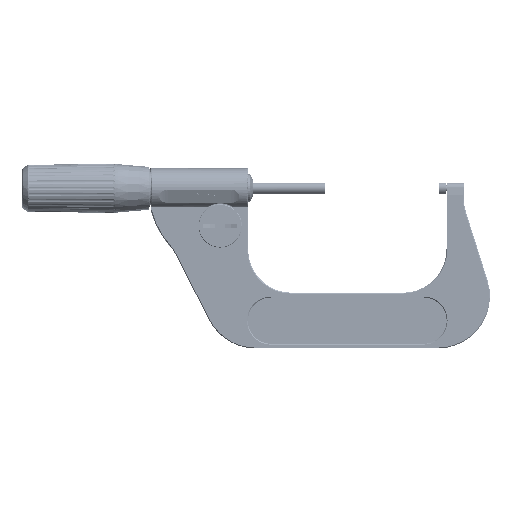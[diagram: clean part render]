
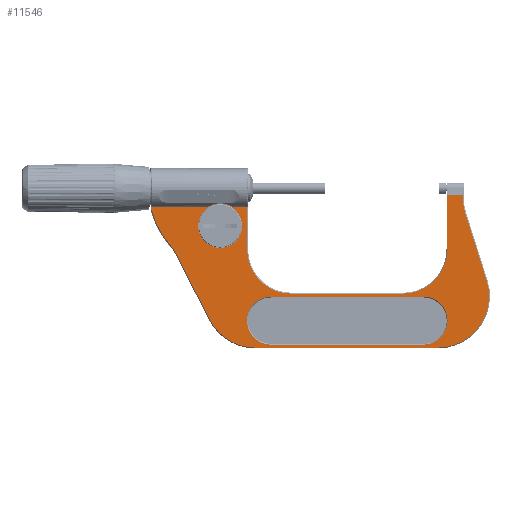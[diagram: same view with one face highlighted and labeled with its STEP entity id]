
A CAD part, top view. The second image highlights one B-rep face of the part: STEP entity #11546.
In plain terms, the highlighted face is planar.
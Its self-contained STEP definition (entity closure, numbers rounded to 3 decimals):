
#8863=DIRECTION('',(-1.,0.,0.));
#8864=VECTOR('',#8863,87.6);
#8865=CARTESIAN_POINT('',(100.8,-62.2,
-3.5));
#8866=LINE('',#8865,#8864);
#8867=CARTESIAN_POINT('',(100.8,-76.,-3.5));
#8868=DIRECTION('',(0.,0.,1.));
#8869=DIRECTION('',(0.,-1.,0.));
#8870=AXIS2_PLACEMENT_3D('',#8867,#8868,#8869);
#8872=DIRECTION('',(1.,0.,0.));
#8873=VECTOR('',#8872,87.6);
#8874=CARTESIAN_POINT('',(13.2,-89.8,
-3.5));
#8875=LINE('',#8874,#8873);
#8876=CARTESIAN_POINT('',(13.2,-76.,-3.5));
#8877=DIRECTION('',(0.,0.,1.));
#8878=DIRECTION('',(0.,1.,0.));
#8879=AXIS2_PLACEMENT_3D('',#8876,#8877,#8878);
#8881=DIRECTION('',(1.,0.,0.));
#8882=VECTOR('',#8881,9.);
#8883=CARTESIAN_POINT('',(-9.5,-3.863,-3.5));
#8884=LINE('',#8883,#8882);
#8885=DIRECTION('',(0.,1.,0.));
#8886=VECTOR('',#8885,2.273);
#8887=CARTESIAN_POINT('',(-9.5,-6.136,
-3.5));
#8888=LINE('',#8887,#8886);
#8889=CARTESIAN_POINT('',(-35.,-6.136,-3.5));
#8890=DIRECTION('',(0.,0.,1.));
#8891=DIRECTION('',(0.953,-0.302,0.));
#8892=AXIS2_PLACEMENT_3D('',#8889,#8890,#8891);
#8894=DIRECTION('',(0.302,0.953,0.));
#8895=VECTOR('',#8894,41.18);
#8896=CARTESIAN_POINT('',(-23.123,-53.093,
-3.5));
#8897=LINE('',#8896,#8895);
#8898=CARTESIAN_POINT('',(5.,-62.,-3.5));
#8899=DIRECTION('',(0.,0.,-1.));
#8900=DIRECTION('',(0.,-1.,0.));
#8901=AXIS2_PLACEMENT_3D('',#8898,#8899,#8900);
#8903=DIRECTION('',(-1.,0.,0.));
#8904=VECTOR('',#8903,104.664);
#8905=CARTESIAN_POINT('',(109.664,-91.5,
-3.5));
#8906=LINE('',#8905,#8904);
#8907=CARTESIAN_POINT('',(109.664,-62.,-3.5));
#8908=DIRECTION('',(0.,0.,-1.));
#8909=DIRECTION('',(0.89,-0.456,0.));
#8910=AXIS2_PLACEMENT_3D('',#8907,#8908,#8909);
#8912=DIRECTION('',(-0.456,-0.89,0.));
#8913=VECTOR('',#8912,44.264);
#8914=CARTESIAN_POINT('',(156.105,-36.062,
-3.5));
#8915=LINE('',#8914,#8913);
#8916=CARTESIAN_POINT('',(165.45,-40.851,-3.5));
#8917=DIRECTION('',(0.,0.,1.));
#8918=DIRECTION('',(-0.732,0.681,0.));
#8919=AXIS2_PLACEMENT_3D('',#8916,#8917,#8918);
#8921=CARTESIAN_POINT('',(121.5,-0.004,-3.5));
#8922=DIRECTION('',(0.,0.,-1.));
#8923=DIRECTION('',(0.97,-0.244,0.));
#8924=AXIS2_PLACEMENT_3D('',#8921,#8922,#8923);
#8926=DIRECTION('',(0.,-1.,0.));
#8927=VECTOR('',#8926,3.098);
#8928=CARTESIAN_POINT('',(169.5,-9.,-3.5));
#8929=LINE('',#8928,#8927);
#8930=DIRECTION('',(1.,0.,0.));
#8931=VECTOR('',#8930,39.5);
#8932=CARTESIAN_POINT('',(130.,-9.,-3.5));
#8933=LINE('',#8932,#8931);
#8934=CARTESIAN_POINT('',(130.,-21.6,-3.5));
#8935=DIRECTION('',(0.,0.,1.));
#8936=DIRECTION('',(1.,0.,0.));
#8937=AXIS2_PLACEMENT_3D('',#8934,#8935,#8936);
#8939=CARTESIAN_POINT('',(130.,-21.6,-3.5));
#8940=DIRECTION('',(0.,0.,1.));
#8941=DIRECTION('',(-1.,0.,0.));
#8942=AXIS2_PLACEMENT_3D('',#8939,#8940,#8941);
#8944=CARTESIAN_POINT('',(130.,-21.6,-3.5));
#8945=DIRECTION('',(0.,0.,1.));
#8946=DIRECTION('',(0.,1.,0.));
#8947=AXIS2_PLACEMENT_3D('',#8944,#8945,#8946);
#8949=DIRECTION('',(1.,0.,0.));
#8950=VECTOR('',#8949,15.5);
#8951=CARTESIAN_POINT('',(114.5,-9.,-3.5));
#8952=LINE('',#8951,#8950);
#8953=DIRECTION('',(0.,1.,0.));
#8954=VECTOR('',#8953,26.);
#8955=CARTESIAN_POINT('',(114.5,-35.,
-3.5));
#8956=LINE('',#8955,#8954);
#8957=CARTESIAN_POINT('',(89.,-35.,-3.5));
#8958=DIRECTION('',(0.,0.,1.));
#8959=DIRECTION('',(0.,-1.,0.));
#8960=AXIS2_PLACEMENT_3D('',#8957,#8958,#8959);
#8962=DIRECTION('',(1.,0.,0.));
#8963=VECTOR('',#8962,64.);
#8964=CARTESIAN_POINT('',(25.,-60.5,
-3.5));
#8965=LINE('',#8964,#8963);
#8966=CARTESIAN_POINT('',(25.,-35.,-3.5));
#8967=DIRECTION('',(0.,0.,1.));
#8968=DIRECTION('',(-1.,0.,0.));
#8969=AXIS2_PLACEMENT_3D('',#8966,#8967,#8968);
#8971=DIRECTION('',(0.,-1.,0.));
#8972=VECTOR('',#8971,31.137);
#8973=CARTESIAN_POINT('',(-0.5,-3.863,-3.5));
#8974=LINE('',#8973,#8972);
#10971=CARTESIAN_POINT('',(-9.5,-3.863,-3.5));
#10972=CARTESIAN_POINT('',(-0.5,-3.863,-3.5));
#10973=VERTEX_POINT('',#10971);
#10974=VERTEX_POINT('',#10972);
#11017=CARTESIAN_POINT('',(117.4,-21.6,-3.5));
#11018=CARTESIAN_POINT('',(142.6,-21.6,-3.5));
#11019=VERTEX_POINT('',#11017);
#11020=VERTEX_POINT('',#11018);
#11345=CARTESIAN_POINT('',(169.5,-9.,-3.5));
#11346=CARTESIAN_POINT('',(169.5,-12.098,-3.5));
#11347=VERTEX_POINT('',#11345);
#11348=VERTEX_POINT('',#11346);
#11353=CARTESIAN_POINT('',(157.759,-33.702,-3.5));
#11354=VERTEX_POINT('',#11353);
#11357=CARTESIAN_POINT('',(156.105,-36.062,-3.5));
#11358=VERTEX_POINT('',#11357);
#11361=CARTESIAN_POINT('',(135.918,-75.454,
-3.5));
#11362=VERTEX_POINT('',#11361);
#11365=CARTESIAN_POINT('',(109.664,-91.5,-3.5));
#11366=VERTEX_POINT('',#11365);
#11369=CARTESIAN_POINT('',(5.,-91.5,
-3.5));
#11370=VERTEX_POINT('',#11369);
#11373=CARTESIAN_POINT('',(-23.123,-53.093,-3.5));
#11374=VERTEX_POINT('',#11373);
#11377=CARTESIAN_POINT('',(-10.69,-13.835,
-3.5));
#11378=VERTEX_POINT('',#11377);
#11381=CARTESIAN_POINT('',(-9.5,-6.136,-3.5));
#11382=VERTEX_POINT('',#11381);
#11389=CARTESIAN_POINT('',(114.5,-35.,
-3.5));
#11390=CARTESIAN_POINT('',(114.5,-9.,-3.5));
#11391=VERTEX_POINT('',#11389);
#11392=VERTEX_POINT('',#11390);
#11393=CARTESIAN_POINT('',(89.,-60.5,-3.5));
#11394=VERTEX_POINT('',#11393);
#11397=CARTESIAN_POINT('',(25.,-60.5,
-3.5));
#11398=VERTEX_POINT('',#11397);
#11401=CARTESIAN_POINT('',(-0.5,-35.,-3.5));
#11402=VERTEX_POINT('',#11401);
#11405=CARTESIAN_POINT('',(100.8,-62.2,
-3.5));
#11406=CARTESIAN_POINT('',(13.2,-62.2,
-3.5));
#11407=VERTEX_POINT('',#11405);
#11408=VERTEX_POINT('',#11406);
#11413=CARTESIAN_POINT('',(13.2,-89.8,-3.5));
#11414=VERTEX_POINT('',#11413);
#11417=CARTESIAN_POINT('',(100.8,-89.8,
-3.5));
#11418=VERTEX_POINT('',#11417);
#11473=CARTESIAN_POINT('',(130.,-9.,-3.5));
#11474=VERTEX_POINT('',#11473);
#11487=CARTESIAN_POINT('',(0.,0.,-3.5));
#11488=DIRECTION('',(0.,0.,1.));
#11489=DIRECTION('',(1.,0.,0.));
#11490=AXIS2_PLACEMENT_3D('',#11487,#11488,#11489);
#11491=PLANE('',#11490);
#11493=ORIENTED_EDGE('',*,*,#11492,.F.);
#11495=ORIENTED_EDGE('',*,*,#11494,.F.);
#11497=ORIENTED_EDGE('',*,*,#11496,.F.);
#11499=ORIENTED_EDGE('',*,*,#11498,.F.);
#11501=ORIENTED_EDGE('',*,*,#11500,.F.);
#11503=ORIENTED_EDGE('',*,*,#11502,.F.);
#11505=ORIENTED_EDGE('',*,*,#11504,.F.);
#11507=ORIENTED_EDGE('',*,*,#11506,.F.);
#11509=ORIENTED_EDGE('',*,*,#11508,.F.);
#11511=ORIENTED_EDGE('',*,*,#11510,.F.);
#11513=ORIENTED_EDGE('',*,*,#11512,.F.);
#11515=ORIENTED_EDGE('',*,*,#11514,.F.);
#11517=ORIENTED_EDGE('',*,*,#11516,.F.);
#11519=ORIENTED_EDGE('',*,*,#11518,.F.);
#11521=ORIENTED_EDGE('',*,*,#11520,.F.);
#11523=ORIENTED_EDGE('',*,*,#11522,.F.);
#11525=ORIENTED_EDGE('',*,*,#11524,.F.);
#11527=ORIENTED_EDGE('',*,*,#11526,.F.);
#11529=ORIENTED_EDGE('',*,*,#11528,.F.);
#11531=ORIENTED_EDGE('',*,*,#11530,.F.);
#11533=ORIENTED_EDGE('',*,*,#11532,.F.);
#11534=EDGE_LOOP('',(#11493,#11495,#11497,#11499,#11501,#11503,#11505,#11507,
#11509,#11511,#11513,#11515,#11517,#11519,#11521,#11523,#11525,#11527,#11529,
#11531,#11533));
#11535=FACE_OUTER_BOUND('',#11534,.F.);
#11537=ORIENTED_EDGE('',*,*,#11536,.F.);
#11539=ORIENTED_EDGE('',*,*,#11538,.F.);
#11541=ORIENTED_EDGE('',*,*,#11540,.F.);
#11543=ORIENTED_EDGE('',*,*,#11542,.F.);
#11544=EDGE_LOOP('',(#11537,#11539,#11541,#11543));
#11545=FACE_BOUND('',#11544,.F.);
#11546=ADVANCED_FACE('',(#11535,#11545),#11491,.F.);
#8871=CIRCLE('',#8870,13.8);
#8880=CIRCLE('',#8879,13.8);
#8893=CIRCLE('',#8892,25.5);
#8902=CIRCLE('',#8901,29.5);
#8911=CIRCLE('',#8910,29.5);
#8920=CIRCLE('',#8919,10.5);
#8925=CIRCLE('',#8924,49.5);
#8938=CIRCLE('',#8937,12.6);
#8943=CIRCLE('',#8942,12.6);
#8948=CIRCLE('',#8947,12.6);
#8961=CIRCLE('',#8960,25.5);
#8970=CIRCLE('',#8969,25.5);
#11492=EDGE_CURVE('',#10973,#10974,#8884,.T.);
#11494=EDGE_CURVE('',#11382,#10973,#8888,.T.);
#11496=EDGE_CURVE('',#11378,#11382,#8893,.T.);
#11498=EDGE_CURVE('',#11374,#11378,#8897,.T.);
#11500=EDGE_CURVE('',#11370,#11374,#8902,.T.);
#11502=EDGE_CURVE('',#11366,#11370,#8906,.T.);
#11504=EDGE_CURVE('',#11362,#11366,#8911,.T.);
#11506=EDGE_CURVE('',#11358,#11362,#8915,.T.);
#11508=EDGE_CURVE('',#11354,#11358,#8920,.T.);
#11510=EDGE_CURVE('',#11348,#11354,#8925,.T.);
#11512=EDGE_CURVE('',#11347,#11348,#8929,.T.);
#11514=EDGE_CURVE('',#11474,#11347,#8933,.T.);
#11516=EDGE_CURVE('',#11020,#11474,#8938,.T.);
#11518=EDGE_CURVE('',#11019,#11020,#8943,.T.);
#11520=EDGE_CURVE('',#11474,#11019,#8948,.T.);
#11522=EDGE_CURVE('',#11392,#11474,#8952,.T.);
#11524=EDGE_CURVE('',#11391,#11392,#8956,.T.);
#11526=EDGE_CURVE('',#11394,#11391,#8961,.T.);
#11528=EDGE_CURVE('',#11398,#11394,#8965,.T.);
#11530=EDGE_CURVE('',#11402,#11398,#8970,.T.);
#11532=EDGE_CURVE('',#10974,#11402,#8974,.T.);
#11536=EDGE_CURVE('',#11407,#11408,#8866,.T.);
#11538=EDGE_CURVE('',#11418,#11407,#8871,.T.);
#11540=EDGE_CURVE('',#11414,#11418,#8875,.T.);
#11542=EDGE_CURVE('',#11408,#11414,#8880,.T.);
